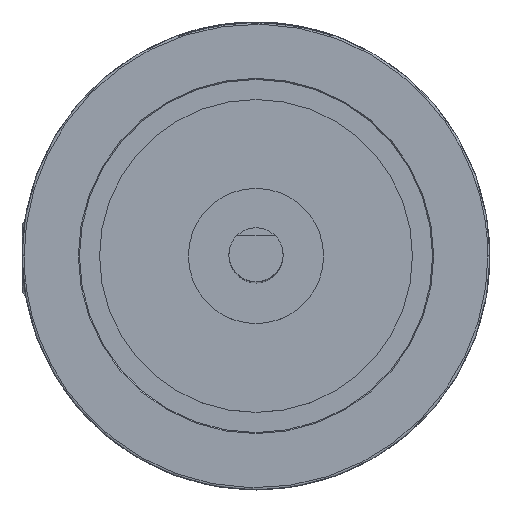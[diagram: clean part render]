
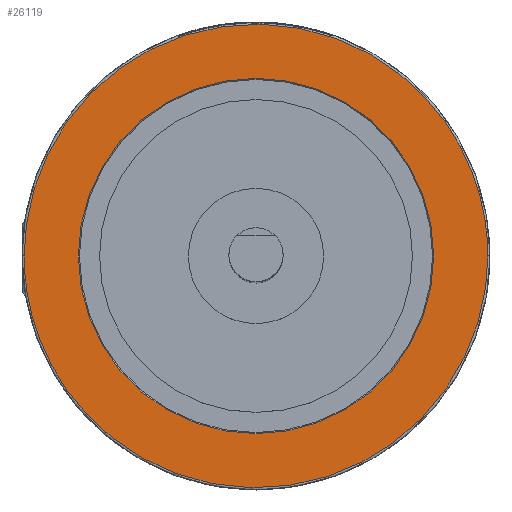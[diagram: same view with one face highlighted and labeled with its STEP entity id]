
A CAD part, top view. The second image highlights one B-rep face of the part: STEP entity #26119.
In plain terms, the highlighted planar face has unit normal (0, 0, 1).
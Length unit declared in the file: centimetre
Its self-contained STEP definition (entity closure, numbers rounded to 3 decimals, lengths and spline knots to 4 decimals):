
#19038 = ORIENTED_EDGE ( 'NONE', *, *, #49048, .T. ) ;
#19182 = ORIENTED_EDGE ( 'NONE', *, *, #49024, .F. ) ;
#19333 = ORIENTED_EDGE ( 'NONE', *, *, #49460, .T. ) ;
#19395 = ORIENTED_EDGE ( 'NONE', *, *, #23628, .F. ) ;
#23628 = EDGE_CURVE ( 'NONE', #48348, #47220, #27758, .T. ) ;
#26119 = ADVANCED_FACE ( 'NONE', ( #85320, #85328 ), #84685, .T. ) ;
#27758 =( BOUNDED_CURVE ( )  B_SPLINE_CURVE ( 3, ( #37064, #37059, #37060, #37065 ),
 .UNSPECIFIED., .F., .F. ) 
 B_SPLINE_CURVE_WITH_KNOTS ( ( 4, 4 ),
 ( 0., 0.5 ),
 .UNSPECIFIED. ) 
 CURVE ( )  GEOMETRIC_REPRESENTATION_ITEM ( )  RATIONAL_B_SPLINE_CURVE ( ( 1., 0.333, 0.333, 1. ) ) 
 REPRESENTATION_ITEM ( '' )  );
#28600 =( BOUNDED_CURVE ( )  B_SPLINE_CURVE ( 3, ( #78309, #78307, #78310, #78311 ),
 .UNSPECIFIED., .F., .T. ) 
 B_SPLINE_CURVE_WITH_KNOTS ( ( 4, 4 ),
 ( 0.5, 1. ),
 .UNSPECIFIED. ) 
 CURVE ( )  GEOMETRIC_REPRESENTATION_ITEM ( )  RATIONAL_B_SPLINE_CURVE ( ( 1., 0.333, 0.333, 1. ) ) 
 REPRESENTATION_ITEM ( '' )  );
#37059 = CARTESIAN_POINT ( 'NONE',  ( 2.7178, -5.4356, 0. ) ) ;
#37060 = CARTESIAN_POINT ( 'NONE',  ( -2.7178, -5.4356, 0. ) ) ;
#37064 = CARTESIAN_POINT ( 'NONE',  ( 2.7178, 0., 0. ) ) ;
#37065 = CARTESIAN_POINT ( 'NONE',  ( -2.7178, 0., 0. ) ) ;
#47220 = VERTEX_POINT ( 'NONE', #64903 ) ;
#48348 = VERTEX_POINT ( 'NONE', #68970 ) ;
#49024 = EDGE_CURVE ( 'NONE', #47220, #48348, #28600, .T. ) ;
#49048 = EDGE_CURVE ( 'NONE', #54415, #54468, #73710, .T. ) ;
#49460 = EDGE_CURVE ( 'NONE', #54468, #54415, #74242, .T. ) ;
#54415 = VERTEX_POINT ( 'NONE', #82882 ) ;
#54468 = VERTEX_POINT ( 'NONE', #83252 ) ;
#60131 = CARTESIAN_POINT ( 'NONE',  ( 2.0701, 0., 0. ) ) ;
#60132 = DIRECTION ( 'NONE',  ( 0., 0., 1. ) ) ;
#60133 = DIRECTION ( 'NONE',  ( 0., -1., 0. ) ) ;
#64903 = CARTESIAN_POINT ( 'NONE',  ( -2.7178, 0., 0. ) ) ;
#68970 = CARTESIAN_POINT ( 'NONE',  ( 2.7178, 0., 0. ) ) ;
#73710 = CIRCLE ( 'NONE', #84998, 2.0828 ) ;
#74242 = CIRCLE ( 'NONE', #85035, 2.0828 ) ;
#78307 = CARTESIAN_POINT ( 'NONE',  ( -2.7178, 5.4356, 0. ) ) ;
#78309 = CARTESIAN_POINT ( 'NONE',  ( -2.7178, 0., 0. ) ) ;
#78310 = CARTESIAN_POINT ( 'NONE',  ( 2.7178, 5.4356, 0. ) ) ;
#78311 = CARTESIAN_POINT ( 'NONE',  ( 2.7178, 0., 0. ) ) ;
#78350 = CARTESIAN_POINT ( 'NONE',  ( 0., 0., 0. ) ) ;
#78351 = DIRECTION ( 'NONE',  ( 0., 0., -1. ) ) ;
#78352 = DIRECTION ( 'NONE',  ( 0., -1., 0. ) ) ;
#80950 = EDGE_LOOP ( 'NONE', ( #19395, #19182 ) ) ;
#81259 = EDGE_LOOP ( 'NONE', ( #19038, #19333 ) ) ;
#82681 = CARTESIAN_POINT ( 'NONE',  ( 0., 0., 0. ) ) ;
#82683 = DIRECTION ( 'NONE',  ( 0., 0., -1. ) ) ;
#82686 = DIRECTION ( 'NONE',  ( 0., -1., 0. ) ) ;
#82882 = CARTESIAN_POINT ( 'NONE',  ( 0., -2.0828, 0. ) ) ;
#83252 = CARTESIAN_POINT ( 'NONE',  ( 0., 2.0828, 0. ) ) ;
#84685 = PLANE ( 'NONE',  #84741 ) ;
#84741 = AXIS2_PLACEMENT_3D ( 'NONE', #60131, #60132, #60133 ) ;
#84998 = AXIS2_PLACEMENT_3D ( 'NONE', #78350, #78351, #78352 ) ;
#85035 = AXIS2_PLACEMENT_3D ( 'NONE', #82681, #82683, #82686 ) ;
#85320 = FACE_OUTER_BOUND ( 'NONE', #80950, .T. ) ;
#85328 = FACE_BOUND ( 'NONE', #81259, .T. ) ;
